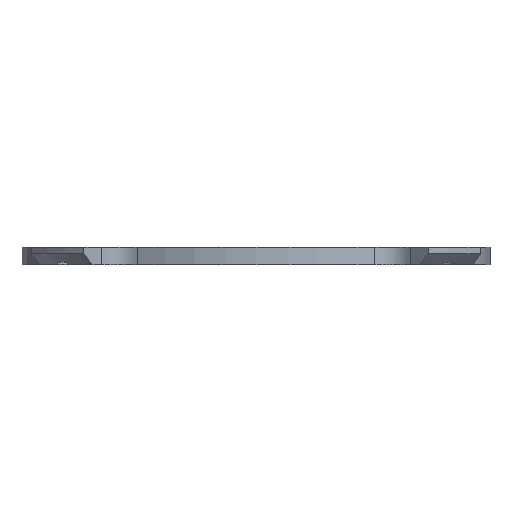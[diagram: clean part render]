
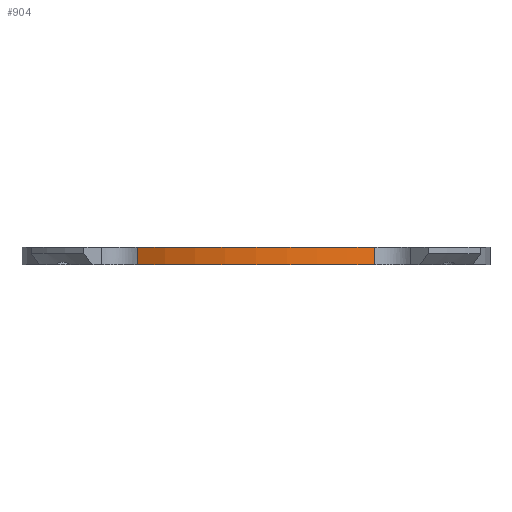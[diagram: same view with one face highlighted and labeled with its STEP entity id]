
A CAD part, left-side view. The second image highlights one B-rep face of the part: STEP entity #904.
In plain terms, the highlighted free-form (B-spline) face has degree [3, 1] with [4, 2] control points.
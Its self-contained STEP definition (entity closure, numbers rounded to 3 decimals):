
#102=B_SPLINE_CURVE_WITH_KNOTS('',3,(#1547,#1548,#1549,#1550),
 .UNSPECIFIED.,.F.,.F.,(4,4),(0.,1.),.UNSPECIFIED.);
#103=B_SPLINE_CURVE_WITH_KNOTS('',3,(#1556,#1557,#1558,#1559),
 .UNSPECIFIED.,.F.,.F.,(4,4),(0.,1.),.UNSPECIFIED.);
#232=ORIENTED_EDGE('',*,*,#518,.F.);
#233=ORIENTED_EDGE('',*,*,#519,.T.);
#234=ORIENTED_EDGE('',*,*,#520,.T.);
#235=ORIENTED_EDGE('',*,*,#521,.T.);
#236=ORIENTED_EDGE('',*,*,#522,.T.);
#237=ORIENTED_EDGE('',*,*,#523,.F.);
#518=EDGE_CURVE('',#658,#659,#708,.T.);
#519=EDGE_CURVE('',#658,#660,#102,.T.);
#520=EDGE_CURVE('',#660,#661,#709,.T.);
#521=EDGE_CURVE('',#661,#662,#710,.T.);
#522=EDGE_CURVE('',#662,#663,#103,.T.);
#523=EDGE_CURVE('',#659,#663,#711,.T.);
#658=VERTEX_POINT('',#1545);
#659=VERTEX_POINT('',#1546);
#660=VERTEX_POINT('',#1551);
#661=VERTEX_POINT('',#1553);
#662=VERTEX_POINT('',#1555);
#663=VERTEX_POINT('',#1560);
#708=CIRCLE('',#977,15.75);
#709=CIRCLE('',#978,15.75);
#710=CIRCLE('',#979,15.75);
#711=CIRCLE('',#980,15.75);
#760=EDGE_LOOP('',(#232,#233,#234,#235,#236,#237));
#818=FACE_BOUND('',#760,.T.);
#870=(
BOUNDED_SURFACE()
B_SPLINE_SURFACE(3,1,((#1536,#1537),(#1538,#1539),(#1540,#1541),(#1542,
#1543)),.CYLINDRICAL_SURF.,.F.,.F.,.F.)
B_SPLINE_SURFACE_WITH_KNOTS((4,4),(2,2),(0.,1.),(0.,1.),
 .PIECEWISE_BEZIER_KNOTS.)
GEOMETRIC_REPRESENTATION_ITEM()
RATIONAL_B_SPLINE_SURFACE(((1.,1.),(0.836,0.836),
(0.836,0.836),(1.,1.)))
REPRESENTATION_ITEM('')
SURFACE()
);
#904=ADVANCED_FACE('',(#818),#870,.T.);
#977=AXIS2_PLACEMENT_3D('',#1544,#1089,#1090);
#978=AXIS2_PLACEMENT_3D('',#1552,#1091,#1092);
#979=AXIS2_PLACEMENT_3D('',#1554,#1093,#1094);
#980=AXIS2_PLACEMENT_3D('',#1561,#1095,#1096);
#1089=DIRECTION('',(0.,0.,-1.));
#1090=DIRECTION('',(-1.,0.,0.));
#1091=DIRECTION('',(0.,0.,-1.));
#1092=DIRECTION('',(-1.,0.,0.));
#1093=DIRECTION('',(0.,0.,-1.));
#1094=DIRECTION('',(-1.,0.,0.));
#1095=DIRECTION('',(0.,0.,-1.));
#1096=DIRECTION('',(-1.,0.,0.));
#1536=CARTESIAN_POINT('',(-11.866,10.357,-1.26));
#1537=CARTESIAN_POINT('',(-11.866,10.357,0.06));
#1538=CARTESIAN_POINT('',(-17.299,4.131,-1.26));
#1539=CARTESIAN_POINT('',(-17.299,4.131,0.06));
#1540=CARTESIAN_POINT('',(-17.299,-4.131,-1.26));
#1541=CARTESIAN_POINT('',(-17.299,-4.131,0.06));
#1542=CARTESIAN_POINT('',(-11.866,-10.357,-1.26));
#1543=CARTESIAN_POINT('',(-11.866,-10.357,0.06));
#1544=CARTESIAN_POINT('',(0.,0.,-1.2));
#1545=CARTESIAN_POINT('',(-13.597,-7.95,-1.2));
#1546=CARTESIAN_POINT('',(-15.75,0.,-1.2));
#1547=CARTESIAN_POINT('',(-13.597,-7.95,-1.2));
#1548=CARTESIAN_POINT('',(-13.597,-7.95,-0.8));
#1549=CARTESIAN_POINT('',(-13.597,-7.95,-0.4));
#1550=CARTESIAN_POINT('',(-13.597,-7.95,0.));
#1551=CARTESIAN_POINT('',(-13.597,-7.95,0.));
#1552=CARTESIAN_POINT('',(0.,0.,0.));
#1553=CARTESIAN_POINT('',(-15.75,0.,0.));
#1554=CARTESIAN_POINT('',(0.,0.,0.));
#1555=CARTESIAN_POINT('',(-13.597,7.95,0.));
#1556=CARTESIAN_POINT('',(-13.597,7.95,0.));
#1557=CARTESIAN_POINT('',(-13.597,7.95,-0.4));
#1558=CARTESIAN_POINT('',(-13.597,7.95,-0.8));
#1559=CARTESIAN_POINT('',(-13.597,7.95,-1.2));
#1560=CARTESIAN_POINT('',(-13.597,7.95,-1.2));
#1561=CARTESIAN_POINT('',(0.,0.,-1.2));
